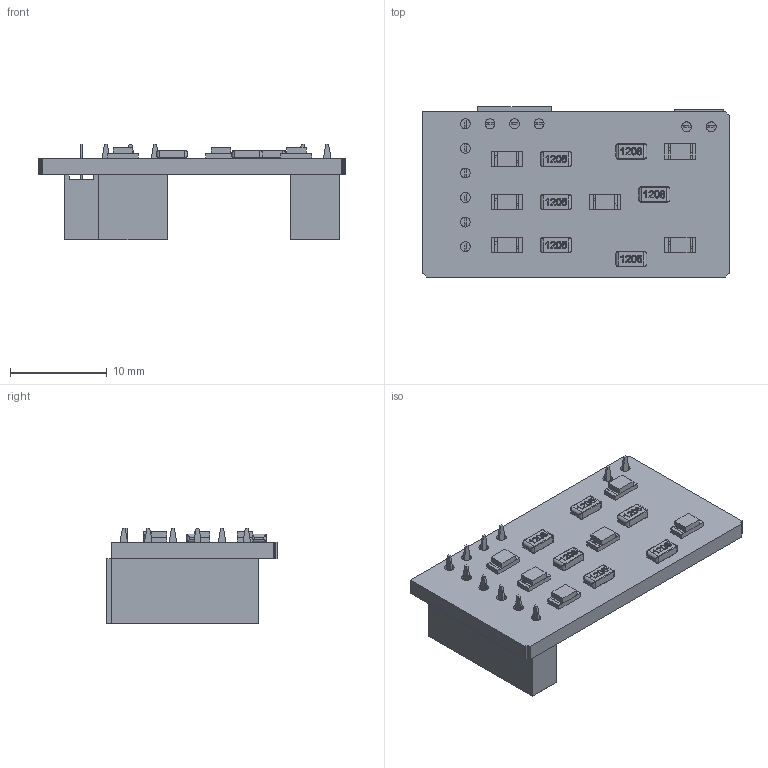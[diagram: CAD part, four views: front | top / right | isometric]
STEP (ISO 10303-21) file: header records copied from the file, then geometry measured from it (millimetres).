
FILE_DESCRIPTION(('Open CASCADE Model'),'2;1');
FILE_NAME('Open CASCADE Shape Model','2025-07-25T17:49:27',('Author'),( 'Open CASCADE'),'Open CASCADE STEP processor 6.2','Open CASCADE 6.2' ,'Unknown');
FILE_SCHEMA(('AUTOMOTIVE_DESIGN { 1 0 10303 214 1 1 1 1 }'));
Length unit declared in the file: millimetre
Products named in the file (34): PCB; Board; R9; r1206; D6; LED_1206; Open_CASCADE_STEP_translator_6.2_278.2; 352701008; Extruded2; 352697936; Extruded1; 352697808; Extruded; 352698192; Extruded4; 352699472; Extruded3; JP3; 3x1_cgrid_housing_pcb; JP2; 6x1_cgrid_housing_pcb; JP4; 2x1_cgrid_housing_pcb; D1; D2; D3; D4; D5; R3; R4; R6; R7; R8
Assembly tree (44 placements, depth 6):
  PCB
    Board
    R9
      r1206
    D6
      LED_1206
        Open_CASCADE_STEP_translator_6.2_278.2
          352701008
            Extruded2
          352697936
            Extruded1
          352697808  x2
            Extruded
          352698192
            Extruded4
          352699472
            Extruded3
        Board
    JP3
      3x1_cgrid_housing_pcb
    JP2
      6x1_cgrid_housing_pcb
    JP4
      2x1_cgrid_housing_pcb
    D1
      LED_1206
        Open_CASCADE_STEP_translator_6.2_278.2
          352701008
            Extruded2
          352697936
            Extruded1
          352697808  x2
            Extruded
          352698192
            Extruded4
          352699472
            Extruded3
        Board
    D2
      LED_1206
        Open_CASCADE_STEP_translator_6.2_278.2
          352701008
            Extruded2
          352697936
            Extruded1
          352697808  x2
            Extruded
          352698192
            Extruded4
          352699472
            Extruded3
        Board
    D3
      LED_1206
        Open_CASCADE_STEP_translator_6.2_278.2
          352701008
            Extruded2
          352697936
            Extruded1
          352697808  x2
Bounding box: 31.75 x 17.65 x 9.91 mm (x, y, z)
Volume: 1558.9 mm3; surface area: 2415 mm2
Topology: 52 solids, 52 shells, 991 faces, 2347 edges, 1470 vertices
Faces by surface type: plane 644, bspline 264, cylinder 83
Full cylindrical faces by diameter (mm): 1.016 x11
Entity records: 23365 total; most frequent: CARTESIAN_POINT 5804, DIRECTION 2935, LINE 2131, VECTOR 2131, ORIENTED_EDGE 1694, PCURVE 1694, DEFINITIONAL_REPRESENTATION 1694, EDGE_CURVE 847
